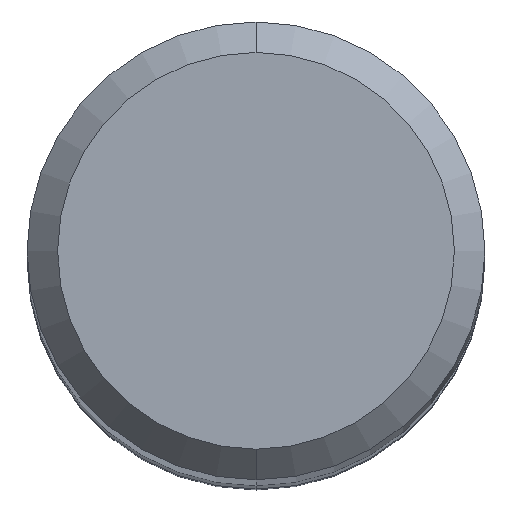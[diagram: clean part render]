
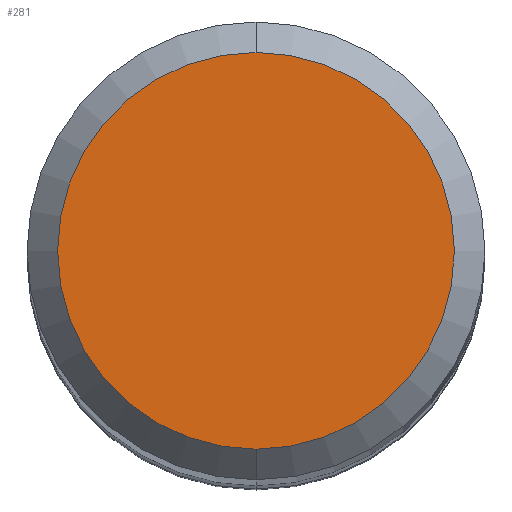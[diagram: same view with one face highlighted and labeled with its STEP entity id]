
A CAD part, top view. The second image highlights one B-rep face of the part: STEP entity #281.
In plain terms, the highlighted planar face has unit normal (0, 0, 1).
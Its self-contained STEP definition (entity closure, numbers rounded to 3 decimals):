
#263=VERTEX_POINT('',#654);
#265=VERTEX_POINT('',#656);
#281=ADVANCED_FACE('',(#675),#676,.T.);
#407=EDGE_CURVE('',#263,#265,#818,.T.);
#553=EDGE_CURVE('',#265,#263,#979,.T.);
#654=CARTESIAN_POINT('',(0.0,2.6,0.0));
#656=CARTESIAN_POINT('',(0.,-2.6,0.0));
#675=FACE_OUTER_BOUND('',#1157,.T.);
#676=PLANE('',#1158);
#818=CIRCLE('',#1417,2.6);
#979=CIRCLE('',#1713,2.6);
#1157=EDGE_LOOP('',(#1868,#1869));
#1158=AXIS2_PLACEMENT_3D('',#1870,#1871,#1872);
#1417=AXIS2_PLACEMENT_3D('',#2049,#2050,#2051);
#1713=AXIS2_PLACEMENT_3D('',#2225,#2226,#2227);
#1868=ORIENTED_EDGE('',*,*,#407,.F.);
#1869=ORIENTED_EDGE('',*,*,#553,.F.);
#1870=CARTESIAN_POINT('',(0.0,1.3,0.0));
#1871=DIRECTION('',(-0.0,0.0,1.0));
#1872=DIRECTION('',(0.0,-1.0,0.0));
#2049=CARTESIAN_POINT('',(0.0,0.0,0.0));
#2050=DIRECTION('',(0.0,0.0,-1.0));
#2051=DIRECTION('',(0.0,1.0,0.0));
#2225=CARTESIAN_POINT('',(0.0,0.0,0.0));
#2226=DIRECTION('',(0.0,0.0,-1.0));
#2227=DIRECTION('',(0.0,1.0,0.0));
